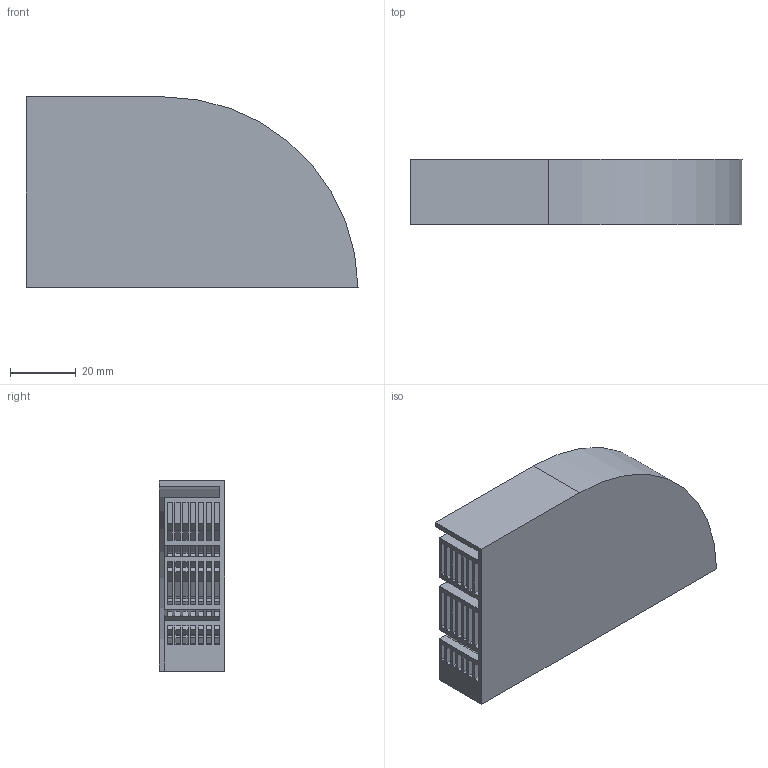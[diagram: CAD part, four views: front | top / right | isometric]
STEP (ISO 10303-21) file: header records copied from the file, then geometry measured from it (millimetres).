
FILE_DESCRIPTION(/* description */ (''),/* implementation_level */ '2;1');
FILE_NAME(/* name */ 'Cartridge(Mirror).step',/* time_stamp */ '2022-12-02T16:22:40+08:00',/* author */ (''),/* organization */ (''),/* preprocessor_version */ 'ST-DEVELOPER v19.2',/* originating_system */ 'Autodesk Translation Framework v11.17.0.187',/* authorisation */ '');
FILE_SCHEMA (('AUTOMOTIVE_DESIGN { 1 0 10303 214 3 1 1 }'));
Length unit declared in the file: millimetre
Products named in the file (1): Cartridge(Mirror)
Bounding box: 101.29 x 20 x 58 mm (x, y, z)
Volume: 20732.9 mm3; surface area: 33411.3 mm2
Topology: 1 solids, 1 shells, 901 faces, 2735 edges, 1598 vertices
Faces by surface type: plane 893, cylinder 8
Full cylindrical faces by diameter (mm): 3.2 x6
Entity records: 29870 total; most frequent: ORIENTED_EDGE 5470, CARTESIAN_POINT 5235, DIRECTION 4555, EDGE_CURVE 2735, LINE 2719, VECTOR 2719, VERTEX_POINT 1598, EDGE_LOOP 1033
